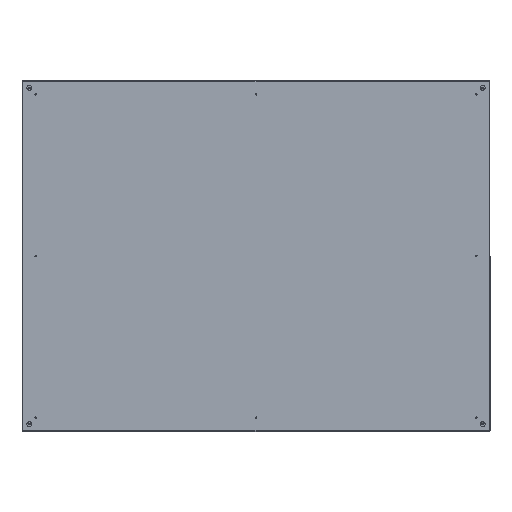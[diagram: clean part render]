
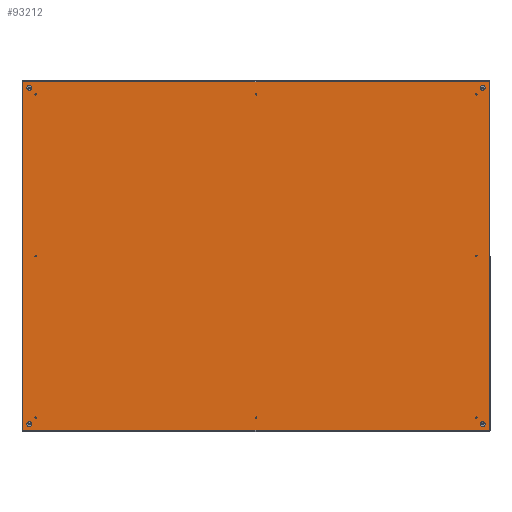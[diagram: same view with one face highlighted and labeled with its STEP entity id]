
A CAD part, left-side view. The second image highlights one B-rep face of the part: STEP entity #93212.
In plain terms, the highlighted face is planar.
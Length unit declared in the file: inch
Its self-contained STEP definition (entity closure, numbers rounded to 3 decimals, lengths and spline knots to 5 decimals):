
#6443 = DIRECTION ( 'NONE',  ( 0., -1., 0. ) ) ;
#7359 = CARTESIAN_POINT ( 'NONE',  ( -17.5, 0., -23.25 ) ) ;
#9086 = DIRECTION ( 'NONE',  ( 0., -1., 0. ) ) ;
#12964 = CARTESIAN_POINT ( 'NONE',  ( 0., 0., 23.928 ) ) ;
#13143 = ORIENTED_EDGE ( 'NONE', *, *, #59607, .T. ) ;
#13196 = LINE ( 'NONE', #96552, #88203 ) ;
#14971 = CARTESIAN_POINT ( 'NONE',  ( -17.25, 0., -23.25 ) ) ;
#15063 = PLANE ( 'NONE',  #110540 ) ;
#16873 = ORIENTED_EDGE ( 'NONE', *, *, #71272, .T. ) ;
#16905 = CIRCLE ( 'NONE', #94100, 0.25 ) ;
#17919 = DIRECTION ( 'NONE',  ( -1., 0., 0. ) ) ;
#18205 = FACE_BOUND ( 'NONE', #79663, .T. ) ;
#19685 = VERTEX_POINT ( 'NONE', #29972 ) ;
#20522 = CARTESIAN_POINT ( 'NONE',  ( 17., 0., 23.25 ) ) ;
#21186 = VERTEX_POINT ( 'NONE', #91348 ) ;
#21674 = DIRECTION ( 'NONE',  ( 0., -1., 0. ) ) ;
#22933 = CARTESIAN_POINT ( 'NONE',  ( 17.25, 0., -23.25 ) ) ;
#27039 = EDGE_CURVE ( 'NONE', #73595, #86213, #114682, .T. ) ;
#28782 = VERTEX_POINT ( 'NONE', #7359 ) ;
#29520 = CARTESIAN_POINT ( 'NONE',  ( -17., 0., 23.25 ) ) ;
#29972 = CARTESIAN_POINT ( 'NONE',  ( -17.5, 0., 23.25 ) ) ;
#30449 = ORIENTED_EDGE ( 'NONE', *, *, #68685, .T. ) ;
#30840 = AXIS2_PLACEMENT_3D ( 'NONE', #89819, #6443, #88630 ) ;
#31065 = FACE_BOUND ( 'NONE', #35907, .T. ) ;
#31824 = EDGE_CURVE ( 'NONE', #21186, #54953, #77496, .T. ) ;
#35907 = EDGE_LOOP ( 'NONE', ( #73820, #50627 ) ) ;
#36297 = AXIS2_PLACEMENT_3D ( 'NONE', #14971, #51557, #60460 ) ;
#36336 = DIRECTION ( 'NONE',  ( 0., -1., 0. ) ) ;
#39289 = EDGE_LOOP ( 'NONE', ( #58269, #60141 ) ) ;
#39459 = DIRECTION ( 'NONE',  ( 1., 0., 0. ) ) ;
#39476 = DIRECTION ( 'NONE',  ( -1., 0., 0. ) ) ;
#40829 = EDGE_CURVE ( 'NONE', #28782, #71317, #61415, .T. ) ;
#41390 = VECTOR ( 'NONE', #63927, 39.37008 ) ;
#41685 = VECTOR ( 'NONE', #39459, 39.37008 ) ;
#45241 = CARTESIAN_POINT ( 'NONE',  ( 17.892, 0., -23.928 ) ) ;
#45612 = CIRCLE ( 'NONE', #48588, 0.25 ) ;
#46485 = DIRECTION ( 'NONE',  ( -1., 0., 0. ) ) ;
#46708 = VERTEX_POINT ( 'NONE', #45241 ) ;
#48414 = CIRCLE ( 'NONE', #68421, 0.25 ) ;
#48588 = AXIS2_PLACEMENT_3D ( 'NONE', #22933, #68543, #96290 ) ;
#50627 = ORIENTED_EDGE ( 'NONE', *, *, #98577, .T. ) ;
#51557 = DIRECTION ( 'NONE',  ( 0., -1., 0. ) ) ;
#52732 = CARTESIAN_POINT ( 'NONE',  ( -17.892, 0., 23.928 ) ) ;
#54571 = CARTESIAN_POINT ( 'NONE',  ( -17.25, 0., 23.25 ) ) ;
#54953 = VERTEX_POINT ( 'NONE', #52732 ) ;
#55668 = EDGE_CURVE ( 'NONE', #46708, #21186, #82240, .T. ) ;
#55859 = CARTESIAN_POINT ( 'NONE',  ( 17.5, 0., -23.25 ) ) ;
#57256 = CARTESIAN_POINT ( 'NONE',  ( -17.25, 0., -23.25 ) ) ;
#58269 = ORIENTED_EDGE ( 'NONE', *, *, #104585, .T. ) ;
#59607 = EDGE_CURVE ( 'NONE', #54953, #99475, #110880, .T. ) ;
#60141 = ORIENTED_EDGE ( 'NONE', *, *, #99482, .T. ) ;
#60460 = DIRECTION ( 'NONE',  ( -1., 0., 0. ) ) ;
#61097 = AXIS2_PLACEMENT_3D ( 'NONE', #91639, #36336, #17919 ) ;
#61415 = CIRCLE ( 'NONE', #36297, 0.25 ) ;
#63927 = DIRECTION ( 'NONE',  ( 0., 0., 1. ) ) ;
#64126 = DIRECTION ( 'NONE',  ( 0., 1., 0. ) ) ;
#64533 = DIRECTION ( 'NONE',  ( -1., 0., 0. ) ) ;
#64882 = EDGE_LOOP ( 'NONE', ( #84447, #30449 ) ) ;
#67210 = ORIENTED_EDGE ( 'NONE', *, *, #55668, .T. ) ;
#67218 = FACE_BOUND ( 'NONE', #39289, .T. ) ;
#67470 = CARTESIAN_POINT ( 'NONE',  ( 17.25, 0., -23.25 ) ) ;
#68287 = VERTEX_POINT ( 'NONE', #29520 ) ;
#68421 = AXIS2_PLACEMENT_3D ( 'NONE', #57256, #94717, #39476 ) ;
#68543 = DIRECTION ( 'NONE',  ( 0., -1., 0. ) ) ;
#68685 = EDGE_CURVE ( 'NONE', #71317, #28782, #48414, .T. ) ;
#70251 = ORIENTED_EDGE ( 'NONE', *, *, #114938, .T. ) ;
#71272 = EDGE_CURVE ( 'NONE', #86213, #73595, #45612, .T. ) ;
#71317 = VERTEX_POINT ( 'NONE', #87455 ) ;
#72813 = DIRECTION ( 'NONE',  ( -1., 0., 0. ) ) ;
#72839 = CARTESIAN_POINT ( 'NONE',  ( -17.892, 0., 0. ) ) ;
#73114 = CARTESIAN_POINT ( 'NONE',  ( 17.892, 0., 23.928 ) ) ;
#73595 = VERTEX_POINT ( 'NONE', #108478 ) ;
#73820 = ORIENTED_EDGE ( 'NONE', *, *, #117115, .T. ) ;
#74412 = FACE_BOUND ( 'NONE', #64882, .T. ) ;
#76046 = DIRECTION ( 'NONE',  ( 0., 0., -1. ) ) ;
#76914 = CARTESIAN_POINT ( 'NONE',  ( 17.25, 0., 23.25 ) ) ;
#77496 = LINE ( 'NONE', #72839, #41390 ) ;
#79663 = EDGE_LOOP ( 'NONE', ( #114742, #16873 ) ) ;
#80342 = AXIS2_PLACEMENT_3D ( 'NONE', #67470, #95230, #104922 ) ;
#82240 = LINE ( 'NONE', #118733, #108174 ) ;
#83039 = FACE_OUTER_BOUND ( 'NONE', #98537, .T. ) ;
#84447 = ORIENTED_EDGE ( 'NONE', *, *, #40829, .T. ) ;
#84597 = CIRCLE ( 'NONE', #30840, 0.25 ) ;
#84691 = AXIS2_PLACEMENT_3D ( 'NONE', #54571, #9086, #46485 ) ;
#86213 = VERTEX_POINT ( 'NONE', #55859 ) ;
#87455 = CARTESIAN_POINT ( 'NONE',  ( -17., 0., -23.25 ) ) ;
#88203 = VECTOR ( 'NONE', #76046, 39.37008 ) ;
#88630 = DIRECTION ( 'NONE',  ( -1., 0., 0. ) ) ;
#88839 = CIRCLE ( 'NONE', #84691, 0.25 ) ;
#88859 = VERTEX_POINT ( 'NONE', #109313 ) ;
#89819 = CARTESIAN_POINT ( 'NONE',  ( -17.25, 0., 23.25 ) ) ;
#91348 = CARTESIAN_POINT ( 'NONE',  ( -17.892, 0., -23.928 ) ) ;
#91639 = CARTESIAN_POINT ( 'NONE',  ( 17.25, 0., 23.25 ) ) ;
#92496 = VERTEX_POINT ( 'NONE', #20522 ) ;
#93212 = ADVANCED_FACE ( 'NONE', ( #83039, #67218, #18205, #31065, #74412 ), #15063, .T. ) ;
#94100 = AXIS2_PLACEMENT_3D ( 'NONE', #76914, #21674, #96191 ) ;
#94717 = DIRECTION ( 'NONE',  ( 0., -1., 0. ) ) ;
#95230 = DIRECTION ( 'NONE',  ( 0., -1., 0. ) ) ;
#96191 = DIRECTION ( 'NONE',  ( -1., 0., 0. ) ) ;
#96290 = DIRECTION ( 'NONE',  ( -1., 0., 0. ) ) ;
#96552 = CARTESIAN_POINT ( 'NONE',  ( 17.892, 0., 0. ) ) ;
#97136 = ORIENTED_EDGE ( 'NONE', *, *, #31824, .T. ) ;
#98537 = EDGE_LOOP ( 'NONE', ( #70251, #67210, #97136, #13143 ) ) ;
#98577 = EDGE_CURVE ( 'NONE', #68287, #19685, #84597, .T. ) ;
#99475 = VERTEX_POINT ( 'NONE', #73114 ) ;
#99482 = EDGE_CURVE ( 'NONE', #88859, #92496, #105486, .T. ) ;
#104585 = EDGE_CURVE ( 'NONE', #92496, #88859, #16905, .T. ) ;
#104922 = DIRECTION ( 'NONE',  ( -1., 0., 0. ) ) ;
#105486 = CIRCLE ( 'NONE', #61097, 0.25 ) ;
#108174 = VECTOR ( 'NONE', #72813, 39.37008 ) ;
#108478 = CARTESIAN_POINT ( 'NONE',  ( 17., 0., -23.25 ) ) ;
#109313 = CARTESIAN_POINT ( 'NONE',  ( 17.5, 0., 23.25 ) ) ;
#110540 = AXIS2_PLACEMENT_3D ( 'NONE', #119324, #64126, #64533 ) ;
#110880 = LINE ( 'NONE', #12964, #41685 ) ;
#114682 = CIRCLE ( 'NONE', #80342, 0.25 ) ;
#114742 = ORIENTED_EDGE ( 'NONE', *, *, #27039, .T. ) ;
#114938 = EDGE_CURVE ( 'NONE', #99475, #46708, #13196, .T. ) ;
#117115 = EDGE_CURVE ( 'NONE', #19685, #68287, #88839, .T. ) ;
#118733 = CARTESIAN_POINT ( 'NONE',  ( 0., 0., -23.928 ) ) ;
#119324 = CARTESIAN_POINT ( 'NONE',  ( 0., 0., 0. ) ) ;
